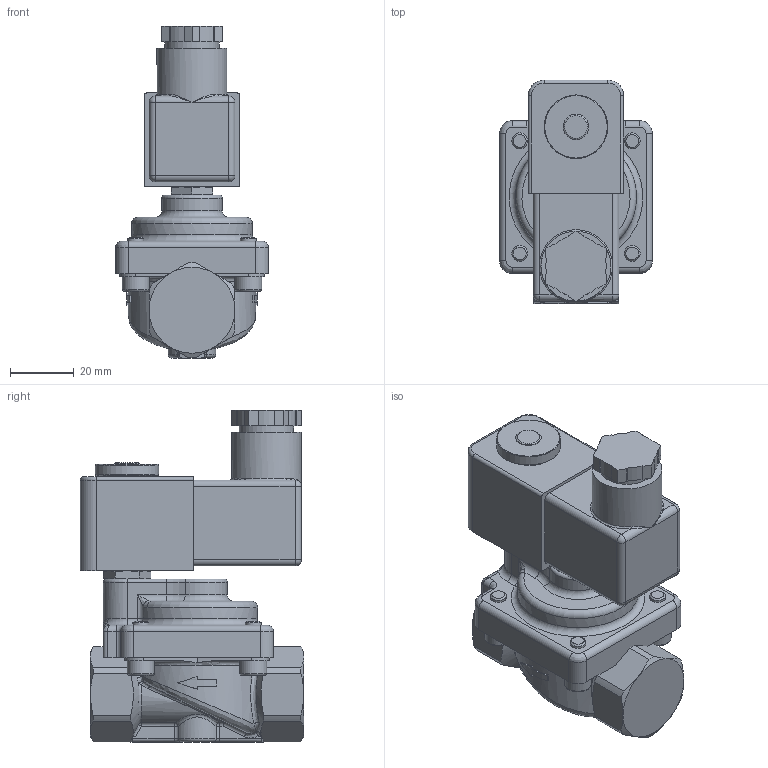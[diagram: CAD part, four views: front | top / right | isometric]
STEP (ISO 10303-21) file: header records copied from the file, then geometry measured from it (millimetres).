
FILE_DESCRIPTION(/* description */ ('3D-Modell'),/* implementation_level */ '2;1');
FILE_NAME(/* name */ '051.000097_C5123-1001-.182.stp',/* time_stamp */ '2018-04-20T09:30:45+02:00',/* author */ ('EFast'),/* organization */ (''),/* preprocessor_version */ 'ST-DEVELOPER v16.1',/* originating_system */ 'Autodesk Inventor 2016',/* authorisation */ '');
FILE_SCHEMA (('AUTOMOTIVE_DESIGN { 1 0 10303 214 3 1 1 }'));
Length unit declared in the file: millimetre
Products named in the file (1): 88-002083
Bounding box: 48 x 70.2 x 104.3 mm (x, y, z)
Volume: 147759.5 mm3; surface area: 25697.7 mm2
Topology: 1 solids, 1 shells, 397 faces, 974 edges, 578 vertices
Faces by surface type: plane 147, cylinder 108, bspline 60, cone 39, torus 31, sphere 12
Full cylindrical faces by diameter (mm): 5 x4, 8 x1, 8.5 x4, 9 x4, 17 x1, 20 x1, 22 x1
Entity records: 13308 total; most frequent: CARTESIAN_POINT 4591, ORIENTED_EDGE 1836, DIRECTION 1759, EDGE_CURVE 918, AXIS2_PLACEMENT_3D 689, VERTEX_POINT 568, EDGE_LOOP 450, FACE_OUTER_BOUND 397
